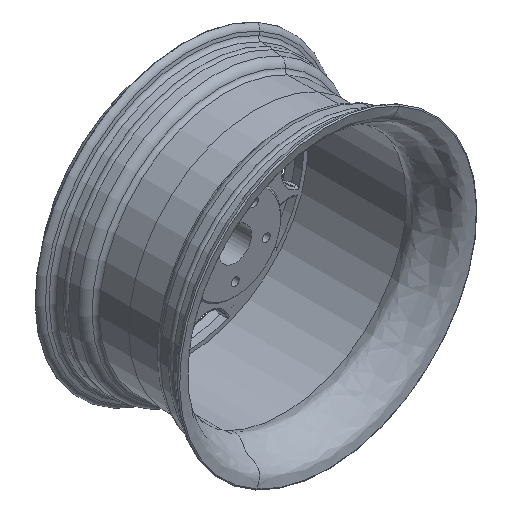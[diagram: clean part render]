
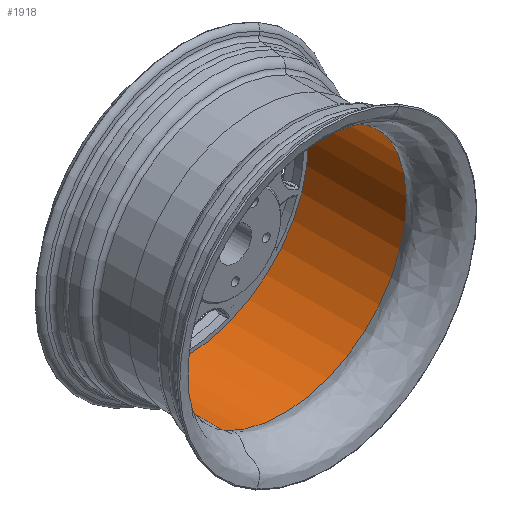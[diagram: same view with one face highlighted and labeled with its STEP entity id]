
A CAD part, isometric view. The second image highlights one B-rep face of the part: STEP entity #1918.
In plain terms, the highlighted cylindrical face has radius 188.694 mm (diameter 377.388 mm), a partial arc.
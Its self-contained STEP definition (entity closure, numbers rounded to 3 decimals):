
#1822=CARTESIAN_POINT('Vertex',(90.465,-41.,165.595)) ;
#1825=CARTESIAN_POINT('Axis2P3D Location',(0.,-41.,0.)) ;
#1829=CARTESIAN_POINT('Vertex',(-90.465,-41.,-165.595)) ;
#1888=CARTESIAN_POINT('Axis2P3D Location',(0.,11.52,0.)) ;
#1893=CARTESIAN_POINT('Line Origine',(90.465,34.,165.595)) ;
#1897=CARTESIAN_POINT('Vertex',(90.465,109.,165.595)) ;
#1900=CARTESIAN_POINT('Axis2P3D Location',(0.,109.,0.)) ;
#1904=CARTESIAN_POINT('Vertex',(-90.465,109.,-165.595)) ;
#1907=CARTESIAN_POINT('Line Origine',(-90.465,34.,-165.595)) ;
#1826=DIRECTION('Axis2P3D Direction',(0.,1.,0.)) ;
#1889=DIRECTION('Axis2P3D Direction',(0.,1.,0.)) ;
#1890=DIRECTION('Axis2P3D XDirection',(0.479,-0.,0.878)) ;
#1894=DIRECTION('Vector Direction',(0.,1.,0.)) ;
#1901=DIRECTION('Axis2P3D Direction',(0.,1.,0.)) ;
#1908=DIRECTION('Vector Direction',(0.,1.,0.)) ;
#1827=AXIS2_PLACEMENT_3D('Circle Axis2P3D',#1825,#1826,$) ;
#1891=AXIS2_PLACEMENT_3D('Cylinder Axis2P3D',#1888,#1889,#1890) ;
#1902=AXIS2_PLACEMENT_3D('Circle Axis2P3D',#1900,#1901,$) ;
#1913=ORIENTED_EDGE('',*,*,#1831,.F.) ;
#1914=ORIENTED_EDGE('',*,*,#1899,.T.) ;
#1915=ORIENTED_EDGE('',*,*,#1906,.T.) ;
#1916=ORIENTED_EDGE('',*,*,#1911,.F.) ;
#1895=VECTOR('Line Direction',#1894,1.) ;
#1909=VECTOR('Line Direction',#1908,1.) ;
#1918=ADVANCED_FACE('PartBody',(#1917),#1892,.F.) ;
#1828=CIRCLE('generated circle',#1827,188.694) ;
#1903=CIRCLE('generated circle',#1902,188.694) ;
#1892=CYLINDRICAL_SURFACE('generated cylinder',#1891,188.694) ;
#1831=EDGE_CURVE('',#1823,#1830,#1828,.T.) ;
#1899=EDGE_CURVE('',#1823,#1898,#1896,.T.) ;
#1906=EDGE_CURVE('',#1898,#1905,#1903,.T.) ;
#1911=EDGE_CURVE('',#1830,#1905,#1910,.T.) ;
#1912=EDGE_LOOP('',(#1913,#1914,#1915,#1916)) ;
#1917=FACE_OUTER_BOUND('',#1912,.T.) ;
#1896=LINE('Line',#1893,#1895) ;
#1910=LINE('Line',#1907,#1909) ;
#1823=VERTEX_POINT('',#1822) ;
#1830=VERTEX_POINT('',#1829) ;
#1898=VERTEX_POINT('',#1897) ;
#1905=VERTEX_POINT('',#1904) ;
